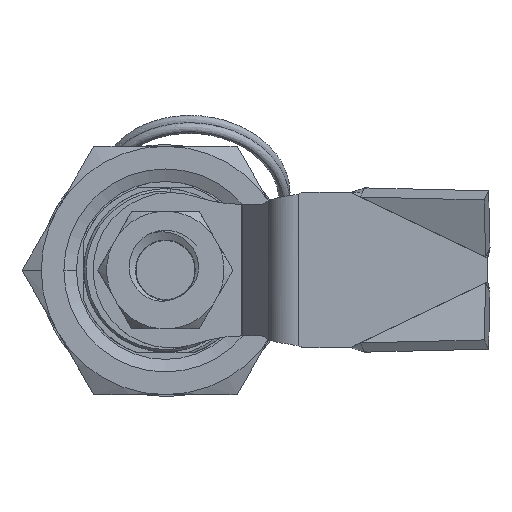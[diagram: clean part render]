
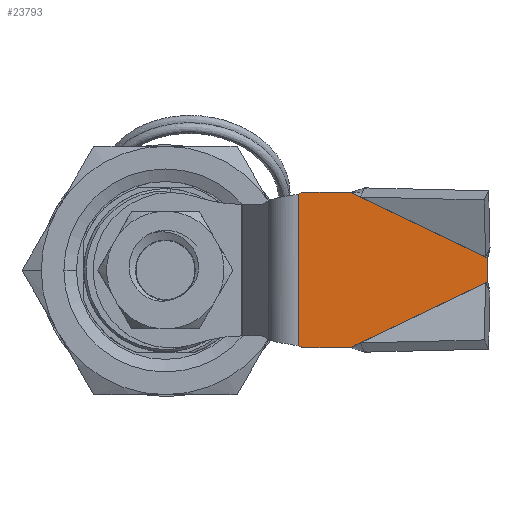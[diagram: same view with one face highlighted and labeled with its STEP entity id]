
A CAD part, top view. The second image highlights one B-rep face of the part: STEP entity #23793.
In plain terms, the highlighted planar face has unit normal (0, 0, 1).
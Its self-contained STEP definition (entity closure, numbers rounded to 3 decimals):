
#491 = VERTEX_POINT ( 'NONE', #5790 ) ;
#612 = DIRECTION ( 'NONE',  ( 0., 1., 0. ) ) ;
#1413 = CARTESIAN_POINT ( 'NONE',  ( 26.999, -6.5, 30.843 ) ) ;
#1602 = EDGE_CURVE ( 'NONE', #20299, #23374, #6599, .T. ) ;
#1917 = EDGE_CURVE ( 'NONE', #7469, #23374, #32746, .T. ) ;
#2947 = EDGE_CURVE ( 'NONE', #4587, #28436, #8137, .T. ) ;
#2949 = DIRECTION ( 'NONE',  ( -0.902, -0.431, 0. ) ) ;
#3000 = VERTEX_POINT ( 'NONE', #3152 ) ;
#3152 = CARTESIAN_POINT ( 'NONE',  ( 11.499, 6.5, 30.843 ) ) ;
#3179 = EDGE_LOOP ( 'NONE', ( #16394, #15473, #26923, #17048, #32465, #7454, #31635, #9558 ) ) ;
#3314 = VECTOR ( 'NONE', #6692, 1000. ) ;
#3764 = CARTESIAN_POINT ( 'NONE',  ( 15.495, 6.5, 30.843 ) ) ;
#4181 = VECTOR ( 'NONE', #18502, 1000. ) ;
#4566 = AXIS2_PLACEMENT_3D ( 'NONE', #31052, #16021, #612 ) ;
#4587 = VERTEX_POINT ( 'NONE', #31567 ) ;
#4775 = EDGE_CURVE ( 'NONE', #20262, #491, #10123, .T. ) ;
#4798 = CARTESIAN_POINT ( 'NONE',  ( 26.999, 6.5, 30.843 ) ) ;
#4895 = DIRECTION ( 'NONE',  ( -1., 0., 0. ) ) ;
#5090 = DIRECTION ( 'NONE',  ( 0., 1., 0. ) ) ;
#5221 = CARTESIAN_POINT ( 'NONE',  ( 26.999, -0.998, 30.843 ) ) ;
#5790 = CARTESIAN_POINT ( 'NONE',  ( 15.495, -6.5, 30.843 ) ) ;
#6175 = CARTESIAN_POINT ( 'NONE',  ( 26.999, 0.998, 30.843 ) ) ;
#6599 = LINE ( 'NONE', #4798, #27694 ) ;
#6692 = DIRECTION ( 'NONE',  ( 1., 0., 0. ) ) ;
#7310 = EDGE_CURVE ( 'NONE', #20299, #491, #19370, .T. ) ;
#7454 = ORIENTED_EDGE ( 'NONE', *, *, #26042, .F. ) ;
#7469 = VERTEX_POINT ( 'NONE', #8311 ) ;
#7492 = CARTESIAN_POINT ( 'NONE',  ( -0.502, 18.186, 30.843 ) ) ;
#7536 = CARTESIAN_POINT ( 'NONE',  ( 11.124, 18.186, 30.843 ) ) ;
#8137 = LINE ( 'NONE', #7536, #27662 ) ;
#8311 = CARTESIAN_POINT ( 'NONE',  ( 15.495, 6.5, 30.843 ) ) ;
#8860 = FACE_OUTER_BOUND ( 'NONE', #3179, .T. ) ;
#9558 = ORIENTED_EDGE ( 'NONE', *, *, #7310, .F. ) ;
#9936 = DIRECTION ( 'NONE',  ( 0., 1., 0. ) ) ;
#10123 = LINE ( 'NONE', #1413, #3314 ) ;
#10179 = PLANE ( 'NONE',  #28259 ) ;
#11218 = CARTESIAN_POINT ( 'NONE',  ( 6.562, 18.186, 30.843 ) ) ;
#12807 = DIRECTION ( 'NONE',  ( 0., 1., 0. ) ) ;
#13191 = CARTESIAN_POINT ( 'NONE',  ( 26.999, -0.998, 30.843 ) ) ;
#13831 = DIRECTION ( 'NONE',  ( 0., 1., 0. ) ) ;
#15213 = CARTESIAN_POINT ( 'NONE',  ( 11.124, 6.348, 30.843 ) ) ;
#15473 = ORIENTED_EDGE ( 'NONE', *, *, #1917, .F. ) ;
#15812 = EDGE_CURVE ( 'NONE', #28436, #3000, #24883, .T. ) ;
#16021 = DIRECTION ( 'NONE',  ( 0., 0., 1. ) ) ;
#16394 = ORIENTED_EDGE ( 'NONE', *, *, #1602, .T. ) ;
#16582 = VECTOR ( 'NONE', #4895, 1000. ) ;
#17048 = ORIENTED_EDGE ( 'NONE', *, *, #15812, .F. ) ;
#17407 = LINE ( 'NONE', #27702, #16582 ) ;
#18502 = DIRECTION ( 'NONE',  ( 0.902, -0.431, 0. ) ) ;
#19370 = LINE ( 'NONE', #13191, #31852 ) ;
#19428 = AXIS2_PLACEMENT_3D ( 'NONE', #11218, #28920, #13831 ) ;
#20262 = VERTEX_POINT ( 'NONE', #32809 ) ;
#20299 = VERTEX_POINT ( 'NONE', #5221 ) ;
#22344 = EDGE_CURVE ( 'NONE', #7469, #3000, #17407, .T. ) ;
#23374 = VERTEX_POINT ( 'NONE', #6175 ) ;
#23793 = ADVANCED_FACE ( 'NONE', ( #8860 ), #10179, .F. ) ;
#24883 = CIRCLE ( 'NONE', #19428, 12.686 ) ;
#26042 = EDGE_CURVE ( 'NONE', #20262, #4587, #26331, .T. ) ;
#26331 = CIRCLE ( 'NONE', #4566, 12.686 ) ;
#26923 = ORIENTED_EDGE ( 'NONE', *, *, #22344, .T. ) ;
#27662 = VECTOR ( 'NONE', #5090, 1000. ) ;
#27694 = VECTOR ( 'NONE', #9936, 1000. ) ;
#27702 = CARTESIAN_POINT ( 'NONE',  ( 26.999, 6.5, 30.843 ) ) ;
#27949 = DIRECTION ( 'NONE',  ( 0., 0., -1. ) ) ;
#28259 = AXIS2_PLACEMENT_3D ( 'NONE', #7492, #27949, #12807 ) ;
#28436 = VERTEX_POINT ( 'NONE', #15213 ) ;
#28920 = DIRECTION ( 'NONE',  ( 0., 0., 1. ) ) ;
#31052 = CARTESIAN_POINT ( 'NONE',  ( 6.562, -18.186, 30.843 ) ) ;
#31567 = CARTESIAN_POINT ( 'NONE',  ( 11.124, -6.349, 30.843 ) ) ;
#31635 = ORIENTED_EDGE ( 'NONE', *, *, #4775, .T. ) ;
#31852 = VECTOR ( 'NONE', #2949, 1000. ) ;
#32465 = ORIENTED_EDGE ( 'NONE', *, *, #2947, .F. ) ;
#32746 = LINE ( 'NONE', #3764, #4181 ) ;
#32809 = CARTESIAN_POINT ( 'NONE',  ( 11.499, -6.5, 30.843 ) ) ;
